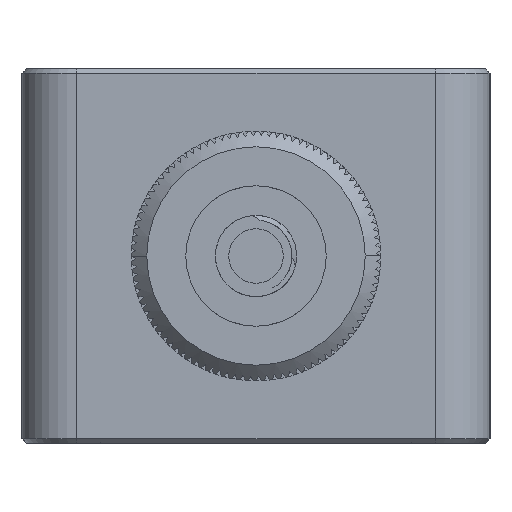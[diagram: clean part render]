
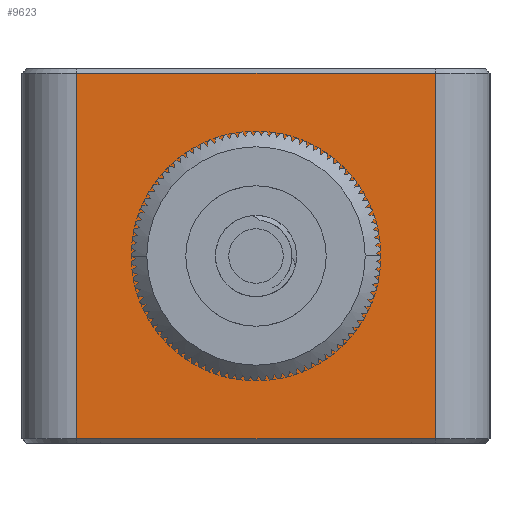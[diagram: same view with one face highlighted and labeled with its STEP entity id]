
A CAD part, left-side view. The second image highlights one B-rep face of the part: STEP entity #9623.
In plain terms, the highlighted planar face has unit normal (-1, 0, 0).
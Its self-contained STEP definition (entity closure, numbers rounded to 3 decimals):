
#374=FACE_BOUND('',#2924,.F.);
#899=PLANE('',#20585);
#1733=FACE_OUTER_BOUND('',#2925,.F.);
#2924=EDGE_LOOP('',(#6701,#6702));
#2925=EDGE_LOOP('',(#6703,#6704,#6705,#6706));
#6701=ORIENTED_EDGE('',*,*,#14450,.T.);
#6702=ORIENTED_EDGE('',*,*,#14448,.T.);
#6703=ORIENTED_EDGE('',*,*,#16046,.T.);
#6704=ORIENTED_EDGE('',*,*,#16015,.T.);
#6705=ORIENTED_EDGE('',*,*,#16044,.F.);
#6706=ORIENTED_EDGE('',*,*,#15997,.F.);
#9623=ADVANCED_FACE('',(#374,#1733),#899,.T.);
#11885=LINE('',#31417,#13059);
#11901=LINE('',#31435,#13075);
#11929=LINE('',#31464,#13103);
#11931=LINE('',#31466,#13105);
#13059=VECTOR('',#22896,23.);
#13075=VECTOR('',#22916,23.);
#13103=VECTOR('',#22946,23.4);
#13105=VECTOR('',#22948,23.4);
#13459=CIRCLE('',#19026,6.918);
#13461=CIRCLE('',#19028,6.918);
#14448=EDGE_CURVE('',#18689,#18688,#13459,.T.);
#14450=EDGE_CURVE('',#18688,#18689,#13461,.T.);
#15997=EDGE_CURVE('',#17875,#17870,#11885,.T.);
#16015=EDGE_CURVE('',#17872,#17869,#11901,.T.);
#16044=EDGE_CURVE('',#17870,#17869,#11929,.T.);
#16046=EDGE_CURVE('',#17875,#17872,#11931,.T.);
#17869=VERTEX_POINT('',#27444);
#17870=VERTEX_POINT('',#27445);
#17872=VERTEX_POINT('',#27447);
#17875=VERTEX_POINT('',#27450);
#18688=VERTEX_POINT('',#28263);
#18689=VERTEX_POINT('',#28264);
#19026=AXIS2_PLACEMENT_3D('',#28268,#21213,#21214);
#19028=AXIS2_PLACEMENT_3D('',#28270,#21217,#21218);
#20585=AXIS2_PLACEMENT_3D('',#35589,#25451,#25452);
#21213=DIRECTION('',(-1.,0.,0.));
#21214=DIRECTION('',(0.,-1.,0.));
#21217=DIRECTION('',(-1.,0.,0.));
#21218=DIRECTION('',(0.,1.,0.));
#22896=DIRECTION('',(0.,-1.,0.));
#22916=DIRECTION('',(0.,-1.,0.));
#22946=DIRECTION('',(0.,0.,1.));
#22948=DIRECTION('',(0.,0.,1.));
#25451=DIRECTION('',(-1.,0.,0.));
#25452=DIRECTION('',(0.,0.,1.));
#27444=CARTESIAN_POINT('',(0.,-11.5,11.7));
#27445=CARTESIAN_POINT('',(0.,-11.5,-11.7));
#27447=CARTESIAN_POINT('',(0.,11.5,11.7));
#27450=CARTESIAN_POINT('',(0.,11.5,-11.7));
#28263=CARTESIAN_POINT('',(0.,6.918,0.));
#28264=CARTESIAN_POINT('',(0.,-6.918,0.));
#28268=CARTESIAN_POINT('',(0.,0.,0.));
#28270=CARTESIAN_POINT('',(0.,0.,0.));
#31417=CARTESIAN_POINT('',(0.,11.5,-11.7));
#31435=CARTESIAN_POINT('',(0.,11.5,11.7));
#31464=CARTESIAN_POINT('',(0.,-11.5,-11.7));
#31466=CARTESIAN_POINT('',(0.,11.5,-11.7));
#35589=CARTESIAN_POINT('',(0.,-15.,-12.));
